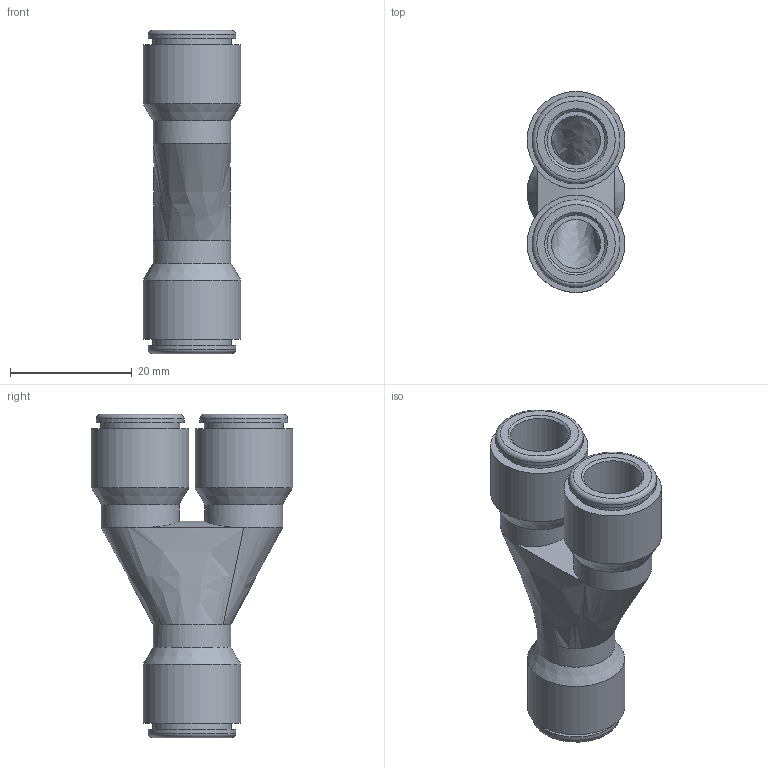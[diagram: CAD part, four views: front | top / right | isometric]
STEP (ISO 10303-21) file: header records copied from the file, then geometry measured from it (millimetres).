
FILE_DESCRIPTION(/* description */ (''),/* implementation_level */ '2;1');
FILE_NAME(/* name */ '0.375_YPush_1.step',/* time_stamp */ '2021-05-01T16:05:36+06:00',/* author */ (''),/* organization */ (''),/* preprocessor_version */ 'ST-DEVELOPER v18.1',/* originating_system */ 'Autodesk Translation Framework v9.7.1.1290',/* authorisation */ '');
FILE_SCHEMA (('AUTOMOTIVE_DESIGN { 1 0 10303 214 3 1 1 }'));
Length unit declared in the file: inch
Products named in the file (1): 3/8YPush
Bounding box: 16 x 33.02 x 53.09 mm (x, y, z)
Volume: 7677.6 mm3; surface area: 6648.3 mm2
Topology: 1 solids, 1 shells, 47 faces, 106 edges, 69 vertices
Faces by surface type: cylinder 18, plane 15, cone 6, bspline 5, torus 3
Full cylindrical faces by diameter (mm): 8.001 x3, 9.525 x3, 12.802 x3, 12.962 x3, 14.402 x3, 16.002 x3
Entity records: 2062 total; most frequent: CARTESIAN_POINT 929, DIRECTION 247, ORIENTED_EDGE 212, EDGE_CURVE 106, AXIS2_PLACEMENT_3D 105, VERTEX_POINT 69, CIRCLE 62, EDGE_LOOP 59
